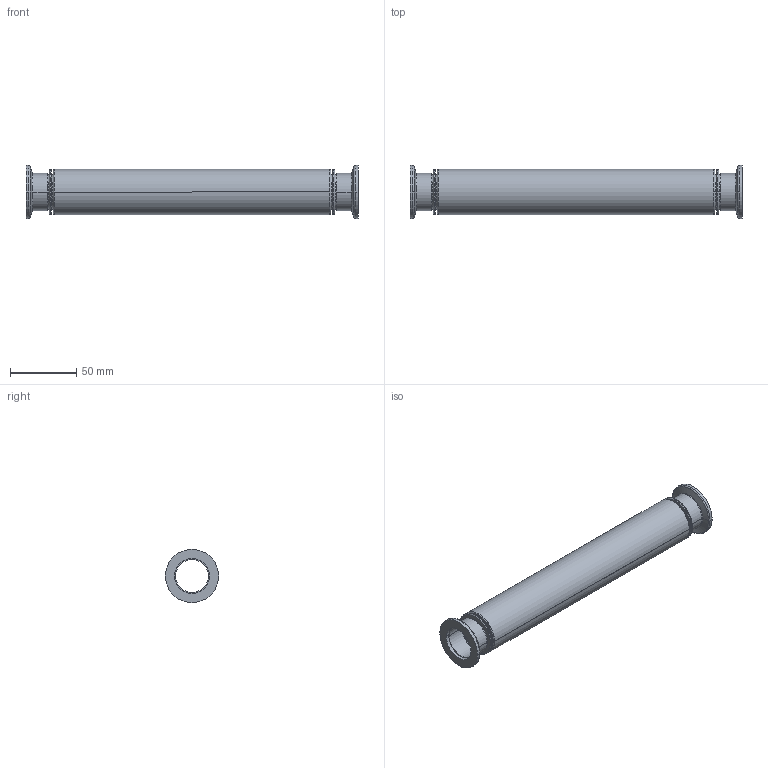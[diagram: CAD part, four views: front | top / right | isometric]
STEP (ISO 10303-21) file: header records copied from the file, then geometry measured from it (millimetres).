
FILE_DESCRIPTION((''),'2;1');
FILE_NAME('211-339.stp','2003-10-10T13:59:32',('KAA'),(''),'Autodesk Inventor (R) 6.0','Autodesk Inventor (R) 6.0','');
FILE_SCHEMA(('CONFIG_CONTROL_DESIGN'));
Length unit declared in the file: millimetre
Products named in the file (1): 211-339
Bounding box: 250 x 40 x 40 mm (x, y, z)
Volume: 13585.5 mm3; surface area: 58492.5 mm2
Topology: 1 solids, 1 shells, 108 faces, 268 edges, 180 vertices
Faces by surface type: bspline 32, torus 32, cylinder 20, plane 20, cone 4
Entity records: 4767 total; most frequent: CARTESIAN_POINT 1965, DIRECTION 666, ORIENTED_EDGE 536, AXIS2_PLACEMENT_3D 321, EDGE_CURVE 268, CIRCLE 244, VERTEX_POINT 180, EDGE_LOOP 128
